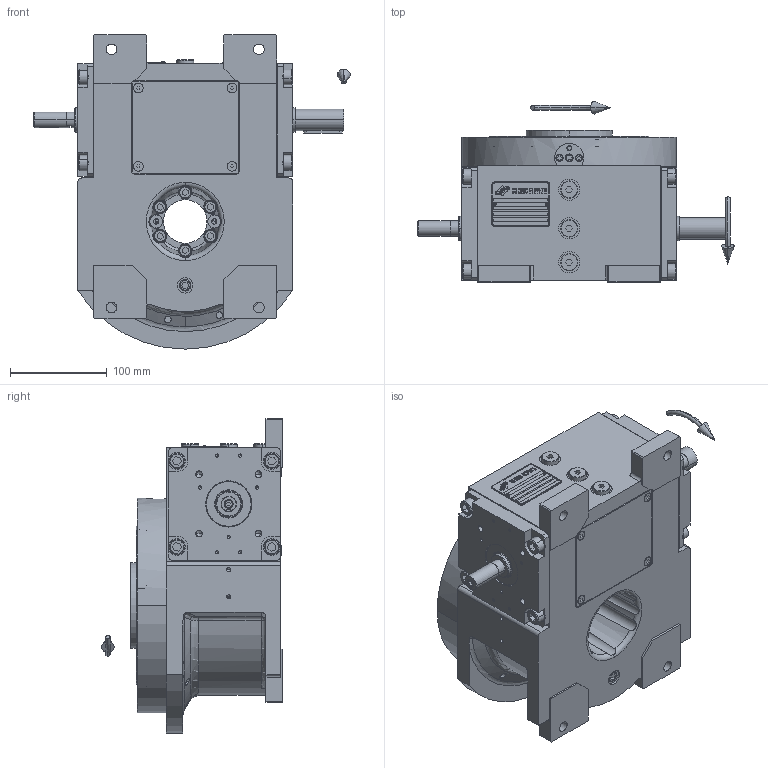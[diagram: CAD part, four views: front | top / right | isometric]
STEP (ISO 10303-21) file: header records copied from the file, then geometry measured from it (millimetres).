
FILE_DESCRIPTION (( 'STEP AP203' ), '1' );
FILE_NAME ('PC5201982.step', '2026-03-26T07:51:03', ( '' ), ( '' ), 'SwSTEP 2.0', 'SolidWorks 2020', '' );
FILE_SCHEMA (( 'CONFIG_CONTROL_DESIGN' ));
Length unit declared in the file: millimetre
Products named in the file (80): cfn2000_01_124; CFN2356_03_047.stp; rig06_017; cfn2000_01_103; cfn2000_01_126; rig06_016; rig06_003_12; RIG06_021_AF0.stp; rig06_002_bc; cfn2128_19_002; cfn2158_01_010; rig06_007_master; cfn2158_01_011; rig06_005_n_01; PC5201982; CFN2000_01_185.stp; cfn2003_01_054; cfn2151_01_109; freccia_angolare; cfn2115_02_165; olio_agip_blasia_150; cfn2000_01_161; AS_rig06_004_s_001; rig06_071_12_m_asm.stp; cfn2155_01_303; cfn2128_04_004; cfn2151_01_290; freccia_angolare_albero; AS_rig06_071_12_m; cfn2077_01_018; 900_38_30_003; cfn2115_02_182; cfn2107_01_001; rig06_001_a_s_027; AS_rig06_002_bc; cfn2155_01_056; CFN2010_01_012.stp; RIG06_005_ASM.stp; rig06_004_s_001; AS_900_38_30_003 ...
Assembly tree (71 placements, depth 5):
  CFN2356_03_047.stp
  cfn2158_01_010
  rig06_007_master
  PC5201982
    rig06_001_a_s_027
    AS_cfn2476_01_002_60x46
      cfn2476_01_002_60x46
      cfn2107_01_001
      cfn2107_01_001
    AS_rig06_071_12_m
      rig06_071_12_m_asm.stp
        RIG06_005_ASM.stp
          RIG06_021_AF0.stp
          CFN2000_01_185.stp
          CFN2000_01_185.stp
          CFN2104_02_017.stp
        CFN2010_02_002.stp
      cfn2155_01_303
      rig06_005_n_01
      rig06_003_12
      cfn2104_01_016  x2
      cfn2000_01_124  x6
      cfn2000_01_124
      cfn2000_01_124
      cfn2000_01_124
      cfn2000_01_124
    AS_rig06_017
      rig06_017
      cfn2158_01_011
      cfn2000_01_126
      cfn2000_01_126
      cfn2000_01_126
      cfn2000_01_126
      cfn2000_01_126
      cfn2000_01_126
    AS_rig06_004_s_001
      rig06_004_s_001
      cfn2070_05_005
      cfn2000_01_103
      cfn2000_01_103
      cfn2000_01_103
      cfn2000_01_103
      cfn2155_01_056
    AS_rig06_004
      rig06_004
      cfn2070_05_005
      cfn2000_01_103
      cfn2000_01_103
      cfn2000_01_103
      cfn2000_01_103
      cfn2155_01_056
    AS_rig06_002_bc
      rig06_002_bc
      cfn2115_02_182
    cfn2128_04_004
    cfn2128_04_004
    cfn2128_04_004
    cfn2128_19_002
    AS_rig06_016
      rig06_016
Bounding box: 327 x 187 x 325 mm (x, y, z)
Volume: 2299377.4 mm3; surface area: 753583.4 mm2
Topology: 62 solids, 62 shells, 2012 faces, 4990 edges, 3195 vertices
Faces by surface type: plane 1021, cylinder 645, cone 316, torus 18, bspline 6, sphere 6
Entity records: 68973 total; most frequent: CARTESIAN_POINT 15057, DIRECTION 9615, ORIENTED_EDGE 9240, EDGE_CURVE 4620, AXIS2_PLACEMENT_3D 3316, VERTEX_POINT 3014, LINE 2983, VECTOR 2983
